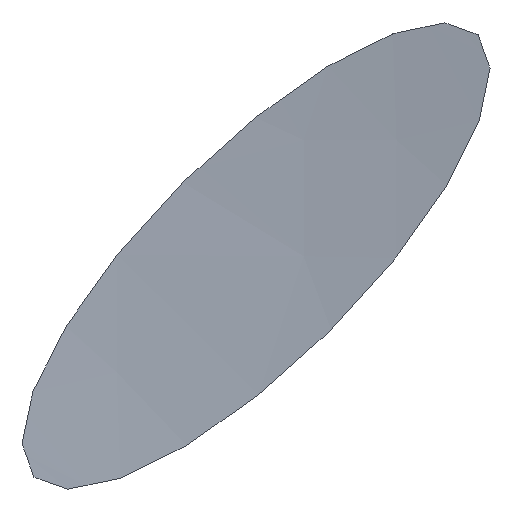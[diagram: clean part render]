
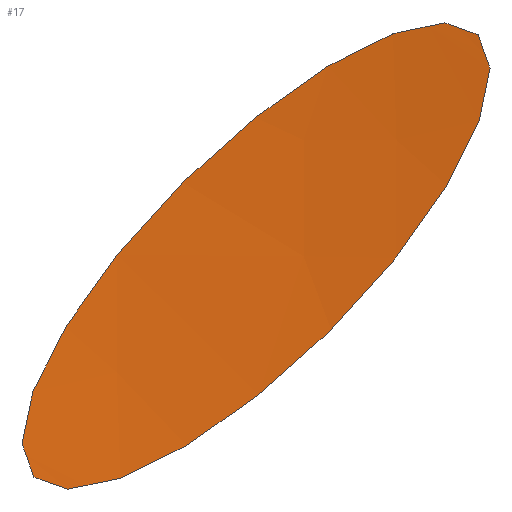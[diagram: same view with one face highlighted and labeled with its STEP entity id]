
A CAD part, top view. The second image highlights one B-rep face of the part: STEP entity #17.
In plain terms, the highlighted free-form (B-spline) face has degree [4, 5] with [5, 6] control points.
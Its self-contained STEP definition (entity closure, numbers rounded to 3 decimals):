
#17 = ADVANCED_FACE('',(#18),#48,.T.);
#18 = FACE_BOUND('',#19,.T.);
#19 = EDGE_LOOP('',(#20));
#20 = ORIENTED_EDGE('',*,*,#21,.T.);
#21 = EDGE_CURVE('',#22,#22,#24,.T.);
#22 = VERTEX_POINT('',#23);
#23 = CARTESIAN_POINT('',(93.443,-7.72,8.761
    ));
#24 = SURFACE_CURVE('',#25,(#47),.PCURVE_S1.);
#25 = B_SPLINE_CURVE_WITH_KNOTS('',1,(#26,#27,#28,#29,#30,#31,#32,#33,
    #34,#35,#36,#37,#38,#39,#40,#41,#42,#43,#44,#45,#46),.UNSPECIFIED.,
  .T.,.F.,(2,1,1,1,1,1,1,1,1,1,1,1,1,1,1,1,1,1,1,1,2),(0.,0.314
    ,0.628,0.942,1.257,1.571,
    1.885,2.199,2.513,2.827,
    3.142,3.456,3.77,4.084,
    4.398,4.712,5.027,5.341,
    5.655,5.969,6.283),
  .PIECEWISE_BEZIER_KNOTS.);
#26 = CARTESIAN_POINT('',(93.443,-7.72,8.761
    ));
#27 = CARTESIAN_POINT('',(95.722,-14.185,9.263
    ));
#28 = CARTESIAN_POINT('',(93.651,-24.181,9.063)
  );
#29 = CARTESIAN_POINT('',(87.423,-36.726,8.317
    ));
#30 = CARTESIAN_POINT('',(77.624,-50.589,7.305
    ));
#31 = CARTESIAN_POINT('',(65.189,-64.409,6.324)
  );
#32 = CARTESIAN_POINT('',(51.322,-76.832,5.586
    ));
#33 = CARTESIAN_POINT('',(37.382,-86.646,5.151
    ));
#34 = CARTESIAN_POINT('',(24.748,-92.897,4.927
    ));
#35 = CARTESIAN_POINT('',(14.672,-94.977,4.726
    ));
#36 = CARTESIAN_POINT('',(8.153,-92.687,4.362)
  );
#37 = CARTESIAN_POINT('',(5.833,-86.247,3.753)
  );
#38 = CARTESIAN_POINT('',(7.941,-76.283,2.972)
  );
#39 = CARTESIAN_POINT('',(14.269,-63.762,2.236)
  );
#40 = CARTESIAN_POINT('',(24.193,-49.909,1.831)
  );
#41 = CARTESIAN_POINT('',(36.731,-36.079,2.
    ));
#42 = CARTESIAN_POINT('',(50.639,-23.63,2.844
    ));
#43 = CARTESIAN_POINT('',(64.542,-13.785,4.261)
  );
#44 = CARTESIAN_POINT('',(77.075,-7.51,5.969
    ));
#45 = CARTESIAN_POINT('',(87.025,-5.42,7.588)
  );
#46 = CARTESIAN_POINT('',(93.443,-7.72,8.761
    ));
#47 = PCURVE('',#48,#79);
#48 = B_SPLINE_SURFACE_WITH_KNOTS('',4,5,(
    (#49,#50,#51,#52,#53,#54)
    ,(#55,#56,#57,#58,#59,#60)
    ,(#61,#62,#63,#64,#65,#66)
    ,(#67,#68,#69,#70,#71,#72)
    ,(#73,#74,#75,#76,#77,#78
    )),.UNSPECIFIED.,.F.,.F.,.F.,(5,5),(6,6),(0.,1.),(0.,1.),
  .PIECEWISE_BEZIER_KNOTS.);
#49 = CARTESIAN_POINT('',(-50.,-150.,13.75));
#50 = CARTESIAN_POINT('',(-9.741,-150.,9.725)
  );
#51 = CARTESIAN_POINT('',(30.924,-150.,9.704));
#52 = CARTESIAN_POINT('',(71.462,-150.,13.938
    ));
#53 = CARTESIAN_POINT('',(111.245,-150.,22.125));
#54 = CARTESIAN_POINT('',(150.,-150.,33.75));
#55 = CARTESIAN_POINT('',(-50.,-100.41,6.312
    ));
#56 = CARTESIAN_POINT('',(-9.741,-100.41,2.287)
  );
#57 = CARTESIAN_POINT('',(30.924,-100.41,2.266
    ));
#58 = CARTESIAN_POINT('',(71.462,-100.41,6.5
    ));
#59 = CARTESIAN_POINT('',(111.245,-100.41,
    14.686));
#60 = CARTESIAN_POINT('',(150.,-100.41,26.312));
#61 = CARTESIAN_POINT('',(-50.,-50.335,2.078));
#62 = CARTESIAN_POINT('',(-9.741,-50.335,-1.946
    ));
#63 = CARTESIAN_POINT('',(30.924,-50.335,
    -1.967));
#64 = CARTESIAN_POINT('',(71.462,-50.335,2.266)
  );
#65 = CARTESIAN_POINT('',(111.245,-50.335,
    10.453));
#66 = CARTESIAN_POINT('',(150.,-50.335,
    22.078));
#67 = CARTESIAN_POINT('',(-50.,-0.082,
    1.246));
#68 = CARTESIAN_POINT('',(-9.741,-0.082,
    -2.779));
#69 = CARTESIAN_POINT('',(30.924,-0.082,
    -2.8));
#70 = CARTESIAN_POINT('',(71.462,-0.082,
    1.434));
#71 = CARTESIAN_POINT('',(111.245,-0.082,
    9.62));
#72 = CARTESIAN_POINT('',(150.,-0.082,21.246));
#73 = CARTESIAN_POINT('',(-50.,50.,3.75));
#74 = CARTESIAN_POINT('',(-9.741,50.,-0.275
    ));
#75 = CARTESIAN_POINT('',(30.924,50.,
    -0.296));
#76 = CARTESIAN_POINT('',(71.462,50.,3.938)
  );
#77 = CARTESIAN_POINT('',(111.245,50.,
    12.125));
#78 = CARTESIAN_POINT('',(150.,50.,23.75));
#79 = DEFINITIONAL_REPRESENTATION('',(#80),#84);
#80 = ELLIPSE('',#81,0.3,0.1);
#81 = AXIS2_PLACEMENT_2D('',#82,#83);
#82 = CARTESIAN_POINT('',(0.5,0.5));
#83 = DIRECTION('',(0.707,0.707));
#84 = ( GEOMETRIC_REPRESENTATION_CONTEXT(2) 
PARAMETRIC_REPRESENTATION_CONTEXT() REPRESENTATION_CONTEXT('2D SPACE',''
  ) );
